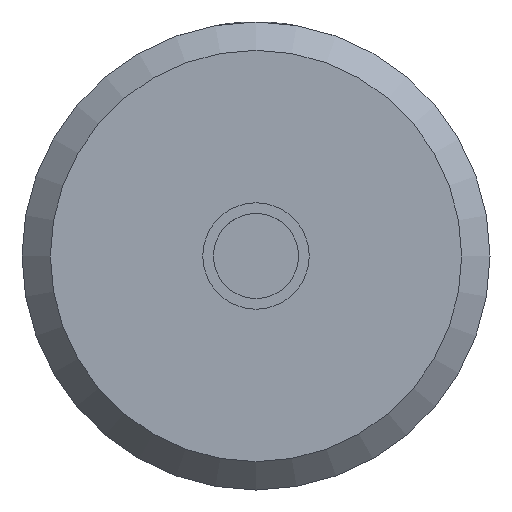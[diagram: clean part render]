
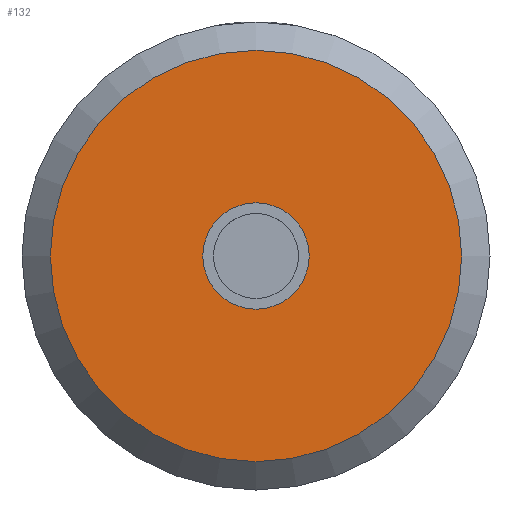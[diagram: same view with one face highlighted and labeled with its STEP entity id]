
A CAD part, front view. The second image highlights one B-rep face of the part: STEP entity #132.
In plain terms, the highlighted planar face has unit normal (0, -1, 0).
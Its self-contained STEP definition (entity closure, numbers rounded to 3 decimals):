
#16=PLANE('',#148);
#30=FACE_BOUND('',#55,.T.);
#40=FACE_OUTER_BOUND('',#54,.T.);
#54=EDGE_LOOP('',(#110));
#55=EDGE_LOOP('',(#111));
#71=CIRCLE('',#144,14.5);
#74=CIRCLE('',#149,3.75);
#80=VERTEX_POINT('',#207);
#85=VERTEX_POINT('',#254);
#92=EDGE_CURVE('',#80,#80,#71,.T.);
#97=EDGE_CURVE('',#85,#85,#74,.T.);
#110=ORIENTED_EDGE('',*,*,#92,.F.);
#111=ORIENTED_EDGE('',*,*,#97,.T.);
#132=ADVANCED_FACE('',(#40,#30),#16,.T.);
#144=AXIS2_PLACEMENT_3D('',#208,#167,#168);
#148=AXIS2_PLACEMENT_3D('',#253,#175,#176);
#149=AXIS2_PLACEMENT_3D('',#255,#177,#178);
#167=DIRECTION('center_axis',(0.,1.,0.));
#168=DIRECTION('ref_axis',(1.,0.,0.));
#175=DIRECTION('center_axis',(0.,-1.,0.));
#176=DIRECTION('ref_axis',(0.,0.,-1.));
#177=DIRECTION('center_axis',(0.,1.,0.));
#178=DIRECTION('ref_axis',(-1.,0.,0.));
#207=CARTESIAN_POINT('',(-14.5,0.,0.));
#208=CARTESIAN_POINT('Origin',(0.,0.,
0.));
#253=CARTESIAN_POINT('Origin',(-9.75,0.,0.));
#254=CARTESIAN_POINT('',(-3.75,0.,0.));
#255=CARTESIAN_POINT('Origin',(0.,0.,
0.));
